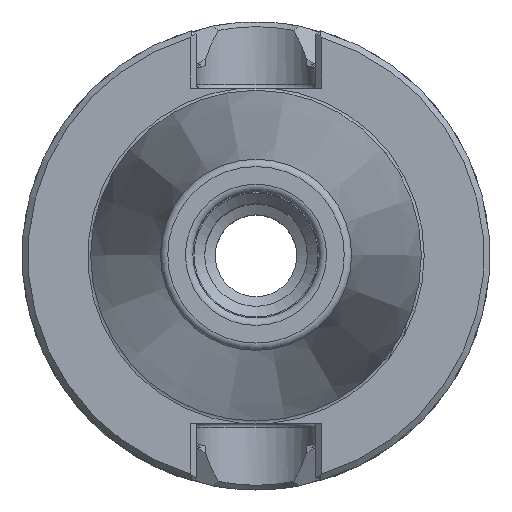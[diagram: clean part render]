
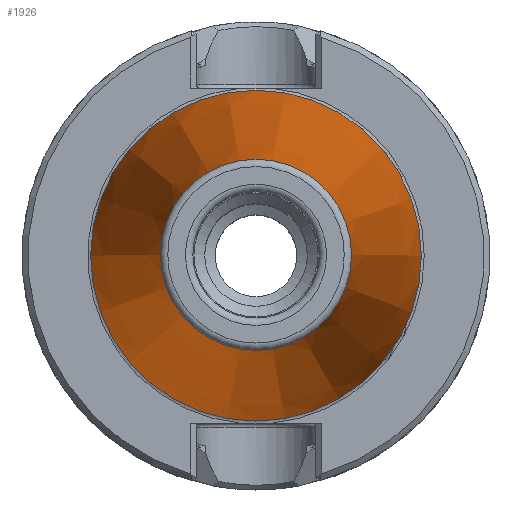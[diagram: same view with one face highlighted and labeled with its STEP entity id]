
A CAD part, top view. The second image highlights one B-rep face of the part: STEP entity #1926.
In plain terms, the highlighted conical face has half-angle 8.297 degrees and reference radius 12.871 mm.
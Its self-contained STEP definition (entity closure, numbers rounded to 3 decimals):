
#233=CONICAL_SURFACE('',#2073,12.871,0.145);
#608=ORIENTED_EDGE('',*,*,#649,.T.);
#609=ORIENTED_EDGE('',*,*,#812,.F.);
#649=EDGE_CURVE('',#833,#833,#961,.T.);
#812=EDGE_CURVE('',#940,#940,#998,.T.);
#833=VERTEX_POINT('',#2501);
#940=VERTEX_POINT('',#3053);
#961=CIRCLE('',#1957,22.268);
#998=CIRCLE('',#2072,12.871);
#1092=EDGE_LOOP('',(#608));
#1093=EDGE_LOOP('',(#609));
#1206=FACE_BOUND('',#1092,.T.);
#1207=FACE_BOUND('',#1093,.T.);
#1926=ADVANCED_FACE('',(#1206,#1207),#233,.T.);
#1957=AXIS2_PLACEMENT_3D('',#2500,#2124,#2125);
#2072=AXIS2_PLACEMENT_3D('',#3052,#2418,#2419);
#2073=AXIS2_PLACEMENT_3D('',#3054,#2420,#2421);
#2124=DIRECTION('',(0.,0.,1.));
#2125=DIRECTION('',(1.,0.,0.));
#2418=DIRECTION('',(0.,0.,1.));
#2419=DIRECTION('',(1.,0.,0.));
#2420=DIRECTION('',(0.,0.,-1.));
#2421=DIRECTION('',(-1.,0.,0.));
#2500=CARTESIAN_POINT('',(0.,0.,0.106));
#2501=CARTESIAN_POINT('',(22.268,0.,0.106));
#3052=CARTESIAN_POINT('',(0.,0.,64.544));
#3053=CARTESIAN_POINT('',(12.871,0.,64.544));
#3054=CARTESIAN_POINT('',(0.,0.,64.544));
